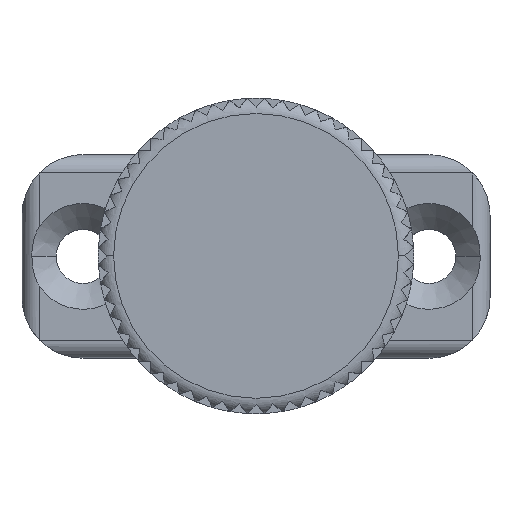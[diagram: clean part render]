
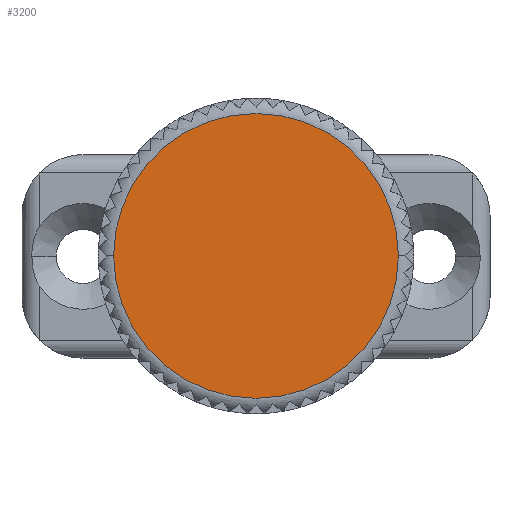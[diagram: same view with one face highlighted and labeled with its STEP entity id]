
A CAD part, top view. The second image highlights one B-rep face of the part: STEP entity #3200.
In plain terms, the highlighted planar face has unit normal (0, 0, 1).
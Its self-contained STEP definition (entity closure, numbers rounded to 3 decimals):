
#1700=VERTEX_POINT('',#4228);
#1714=VERTEX_POINT('',#4242);
#2136=EDGE_CURVE('',#1714,#1700,#4703,.T.);
#2384=EDGE_CURVE('',#1700,#1714,#4973,.T.);
#3200=ADVANCED_FACE('',(#5862),#5863,.T.);
#4228=CARTESIAN_POINT('',(-14.0,0.,33.5));
#4242=CARTESIAN_POINT('',(14.0,0.,33.5));
#4703=CIRCLE('',#8287,14.0);
#4973=CIRCLE('',#8877,14.0);
#5862=FACE_OUTER_BOUND('',#10776,.T.);
#5863=PLANE('',#10777);
#8287=AXIS2_PLACEMENT_3D('',#12963,#12964,#12965);
#8877=AXIS2_PLACEMENT_3D('',#13204,#13205,#13206);
#10776=EDGE_LOOP('',(#14162,#14163));
#10777=AXIS2_PLACEMENT_3D('',#14164,#14165,#14166);
#12963=CARTESIAN_POINT('',(0.0,0.,33.5));
#12964=DIRECTION('',(0.0,0.0,1.0));
#12965=DIRECTION('',(-1.0,0.,0.0));
#13204=CARTESIAN_POINT('',(0.0,0.,33.5));
#13205=DIRECTION('',(0.0,0.0,1.0));
#13206=DIRECTION('',(-1.0,0.,0.0));
#14162=ORIENTED_EDGE('',*,*,#2384,.T.);
#14163=ORIENTED_EDGE('',*,*,#2136,.T.);
#14164=CARTESIAN_POINT('',(-7.0,0.,33.5));
#14165=DIRECTION('',(0.0,0.0,1.0));
#14166=DIRECTION('',(-1.0,0.,0.0));
